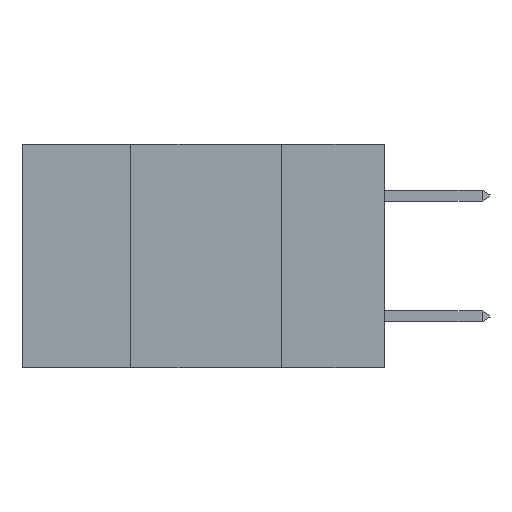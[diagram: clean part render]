
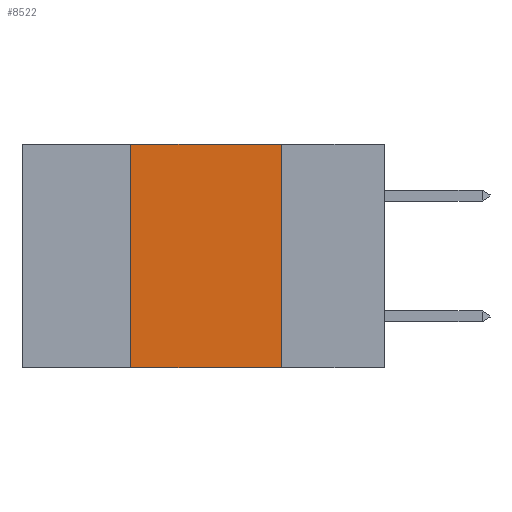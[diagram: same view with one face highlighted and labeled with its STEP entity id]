
A CAD part, left-side view. The second image highlights one B-rep face of the part: STEP entity #8522.
In plain terms, the highlighted planar face has unit normal (-1, 0, 0).
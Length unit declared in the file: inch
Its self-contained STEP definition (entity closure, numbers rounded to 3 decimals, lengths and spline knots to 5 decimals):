
#399 = DIRECTION ( 'NONE',  ( 0., 0., -1. ) ) ;
#545 = ORIENTED_EDGE ( 'NONE', *, *, #5502, .T. ) ;
#847 = CARTESIAN_POINT ( 'NONE',  ( 0., 0.17, 0. ) ) ;
#870 = DIRECTION ( 'NONE',  ( 0., 0., -1. ) ) ;
#1327 = VERTEX_POINT ( 'NONE', #2964 ) ;
#1510 = VERTEX_POINT ( 'NONE', #3143 ) ;
#2430 = VECTOR ( 'NONE', #8428, 39.37008 ) ;
#2564 = VECTOR ( 'NONE', #870, 39.37008 ) ;
#2964 = CARTESIAN_POINT ( 'NONE',  ( 0., 0.17, 0. ) ) ;
#2981 = CARTESIAN_POINT ( 'NONE',  ( 0., 0.6, -0.37 ) ) ;
#3107 = EDGE_CURVE ( 'NONE', #1327, #1510, #8789, .T. ) ;
#3143 = CARTESIAN_POINT ( 'NONE',  ( 0., 0.17, -0.37 ) ) ;
#3315 = CARTESIAN_POINT ( 'NONE',  ( 0., 0.42, 0. ) ) ;
#3628 = VERTEX_POINT ( 'NONE', #3768 ) ;
#3768 = CARTESIAN_POINT ( 'NONE',  ( 0., 0.42, -0.37 ) ) ;
#4082 = PLANE ( 'NONE',  #8134 ) ;
#4424 = LINE ( 'NONE', #9209, #2430 ) ;
#4497 = EDGE_CURVE ( 'NONE', #3628, #6776, #4424, .T. ) ;
#4709 = FACE_OUTER_BOUND ( 'NONE', #5667, .T. ) ;
#4878 = DIRECTION ( 'NONE',  ( 1., 0., 0. ) ) ;
#5195 = VECTOR ( 'NONE', #6869, 39.37008 ) ;
#5502 = EDGE_CURVE ( 'NONE', #3628, #1510, #9092, .T. ) ;
#5622 = ORIENTED_EDGE ( 'NONE', *, *, #3107, .F. ) ;
#5667 = EDGE_LOOP ( 'NONE', ( #5622, #5709, #9552, #545 ) ) ;
#5709 = ORIENTED_EDGE ( 'NONE', *, *, #9633, .F. ) ;
#6776 = VERTEX_POINT ( 'NONE', #3315 ) ;
#6869 = DIRECTION ( 'NONE',  ( 0., -1., 0. ) ) ;
#8008 = CARTESIAN_POINT ( 'NONE',  ( 0., 0.6, 0. ) ) ;
#8134 = AXIS2_PLACEMENT_3D ( 'NONE', #8008, #4878, #399 ) ;
#8428 = DIRECTION ( 'NONE',  ( 0., 0., 1. ) ) ;
#8522 = ADVANCED_FACE ( 'NONE', ( #4709 ), #4082, .F. ) ;
#8789 = LINE ( 'NONE', #847, #2564 ) ;
#9020 = VECTOR ( 'NONE', #9444, 39.37008 ) ;
#9092 = LINE ( 'NONE', #2981, #5195 ) ;
#9209 = CARTESIAN_POINT ( 'NONE',  ( 0., 0.42, 0. ) ) ;
#9243 = LINE ( 'NONE', #9418, #9020 ) ;
#9418 = CARTESIAN_POINT ( 'NONE',  ( 0., 0.6, 0. ) ) ;
#9444 = DIRECTION ( 'NONE',  ( 0., -1., 0. ) ) ;
#9552 = ORIENTED_EDGE ( 'NONE', *, *, #4497, .F. ) ;
#9633 = EDGE_CURVE ( 'NONE', #6776, #1327, #9243, .T. ) ;
